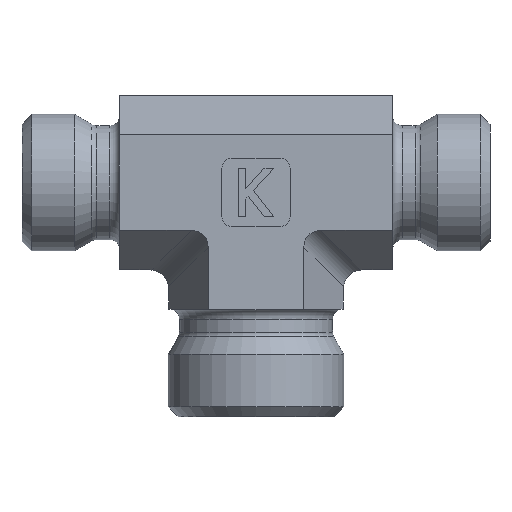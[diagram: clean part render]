
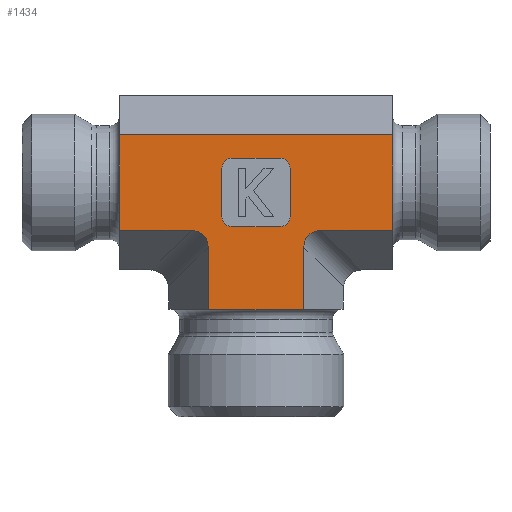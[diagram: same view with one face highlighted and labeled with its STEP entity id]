
A CAD part, left-side view. The second image highlights one B-rep face of the part: STEP entity #1434.
In plain terms, the highlighted planar face has unit normal (-1, 0, 0).
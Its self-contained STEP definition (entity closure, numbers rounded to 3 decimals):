
#500=CARTESIAN_POINT('',(-27.685,23.544,20.907));
#501=VERTEX_POINT('',#500);
#502=CARTESIAN_POINT('',(-27.685,23.544,11.093));
#503=VERTEX_POINT('',#502);
#504=CARTESIAN_POINT('',(-27.685,23.544,20.907));
#505=DIRECTION('',(0.0,0.0,-1.0));
#506=VECTOR('',#505,9.815);
#507=LINE('',#504,#506);
#508=EDGE_CURVE('',#501,#503,#507,.T.);
#729=CARTESIAN_POINT('',(-27.685,-4.456,20.907));
#730=VERTEX_POINT('',#729);
#731=CARTESIAN_POINT('',(-27.685,23.544,20.907));
#732=DIRECTION('',(0.0,-1.0,0.0));
#733=VECTOR('',#732,28.);
#734=LINE('',#731,#733);
#735=EDGE_CURVE('',#501,#730,#734,.T.);
#915=CARTESIAN_POINT('',(-27.685,7.08,3.));
#916=VERTEX_POINT('',#915);
#924=CARTESIAN_POINT('',(-27.685,12.008,3.));
#925=VERTEX_POINT('',#924);
#926=CARTESIAN_POINT('',(-27.685,12.008,3.));
#927=CARTESIAN_POINT('',(-27.685,11.775,3.));
#928=CARTESIAN_POINT('',(-27.685,11.496,2.992));
#929=CARTESIAN_POINT('',(-27.685,10.726,2.965));
#930=CARTESIAN_POINT('',(-27.685,10.082,2.937));
#931=CARTESIAN_POINT('',(-27.685,9.544,2.937));
#932=CARTESIAN_POINT('',(-27.685,9.006,2.937));
#933=CARTESIAN_POINT('',(-27.685,8.362,2.965));
#934=CARTESIAN_POINT('',(-27.685,7.592,2.992));
#935=CARTESIAN_POINT('',(-27.685,7.312,3.));
#936=CARTESIAN_POINT('',(-27.685,7.08,3.));
#937=B_SPLINE_CURVE_WITH_KNOTS('',3,(#926,#927,#928,#929,#930,#931,#932,#933,#934,#935,#936),.UNSPECIFIED.,.F.,.U.,(4,2,3,2,4),(-0.231,-0.161,0.0,0.161,0.231),.UNSPECIFIED.);
#938=EDGE_CURVE('',#925,#916,#937,.T.);
#1188=CARTESIAN_POINT('',(-27.685,14.451,3.));
#1189=VERTEX_POINT('',#1188);
#1196=CARTESIAN_POINT('',(-27.685,14.451,9.36));
#1197=VERTEX_POINT('',#1196);
#1198=CARTESIAN_POINT('',(-27.685,14.451,3.));
#1199=DIRECTION('',(0.0,0.0,1.0));
#1200=VECTOR('',#1199,6.36);
#1201=LINE('',#1198,#1200);
#1202=EDGE_CURVE('',#1189,#1197,#1201,.T.);
#1228=CARTESIAN_POINT('',(-27.685,14.451,3.));
#1229=DIRECTION('',(0.0,-1.0,0.0));
#1230=VECTOR('',#1229,2.443);
#1231=LINE('',#1228,#1230);
#1232=EDGE_CURVE('',#1189,#925,#1231,.T.);
#1275=CARTESIAN_POINT('',(-27.685,4.636,3.));
#1276=VERTEX_POINT('',#1275);
#1283=CARTESIAN_POINT('',(-27.685,7.08,3.));
#1284=DIRECTION('',(0.0,-1.0,0.0));
#1285=VECTOR('',#1284,2.443);
#1286=LINE('',#1283,#1285);
#1287=EDGE_CURVE('',#916,#1276,#1286,.T.);
#1305=CARTESIAN_POINT('',(-27.685,4.636,0.0));
#1306=DIRECTION('',(-1.0,0.0,0.0));
#1307=DIRECTION('',(0.0,0.0,1.0));
#1308=AXIS2_PLACEMENT_3D('',#1305,#1306,#1307);
#1309=PLANE('',#1308);
#1310=ORIENTED_EDGE('',*,*,#508,.T.);
#1311=CARTESIAN_POINT('',(-27.685,16.183,11.093));
#1312=VERTEX_POINT('',#1311);
#1313=CARTESIAN_POINT('',(-27.685,16.183,11.093));
#1314=DIRECTION('',(0.0,1.0,0.0));
#1315=VECTOR('',#1314,7.36);
#1316=LINE('',#1313,#1315);
#1317=EDGE_CURVE('',#1312,#503,#1316,.T.);
#1318=ORIENTED_EDGE('',*,*,#1317,.F.);
#1319=CARTESIAN_POINT('',(-27.685,16.761,8.783));
#1320=DIRECTION('',(-1.0,0.0,0.0));
#1321=DIRECTION('',(0.0,-0.707,0.707));
#1322=AXIS2_PLACEMENT_3D('',#1319,#1320,#1321);
#1323=ELLIPSE('',#1322,2.582,2.0);
#1324=EDGE_CURVE('',#1197,#1312,#1323,.T.);
#1325=ORIENTED_EDGE('',*,*,#1324,.F.);
#1326=ORIENTED_EDGE('',*,*,#1202,.F.);
#1327=ORIENTED_EDGE('',*,*,#1232,.T.);
#1328=ORIENTED_EDGE('',*,*,#938,.T.);
#1329=ORIENTED_EDGE('',*,*,#1287,.T.);
#1330=CARTESIAN_POINT('',(-27.685,4.636,9.36));
#1331=VERTEX_POINT('',#1330);
#1332=CARTESIAN_POINT('',(-27.685,4.636,3.));
#1333=DIRECTION('',(0.0,0.0,1.0));
#1334=VECTOR('',#1333,6.36);
#1335=LINE('',#1332,#1334);
#1336=EDGE_CURVE('',#1276,#1331,#1335,.T.);
#1337=ORIENTED_EDGE('',*,*,#1336,.T.);
#1338=CARTESIAN_POINT('',(-27.685,2.904,11.093));
#1339=VERTEX_POINT('',#1338);
#1340=CARTESIAN_POINT('',(-27.685,2.327,8.783));
#1341=DIRECTION('',(-1.0,0.0,0.0));
#1342=DIRECTION('',(0.0,0.707,0.707));
#1343=AXIS2_PLACEMENT_3D('',#1340,#1341,#1342);
#1344=ELLIPSE('',#1343,2.582,2.0);
#1345=EDGE_CURVE('',#1339,#1331,#1344,.T.);
#1346=ORIENTED_EDGE('',*,*,#1345,.F.);
#1347=CARTESIAN_POINT('',(-27.685,-4.456,11.093));
#1348=VERTEX_POINT('',#1347);
#1349=CARTESIAN_POINT('',(-27.685,2.904,11.093));
#1350=DIRECTION('',(0.0,-1.0,0.0));
#1351=VECTOR('',#1350,7.36);
#1352=LINE('',#1349,#1351);
#1353=EDGE_CURVE('',#1339,#1348,#1352,.T.);
#1354=ORIENTED_EDGE('',*,*,#1353,.T.);
#1355=CARTESIAN_POINT('',(-27.685,-4.456,11.093));
#1356=DIRECTION('',(0.0,0.0,1.0));
#1357=VECTOR('',#1356,9.815);
#1358=LINE('',#1355,#1357);
#1359=EDGE_CURVE('',#1348,#730,#1358,.T.);
#1360=ORIENTED_EDGE('',*,*,#1359,.T.);
#1361=ORIENTED_EDGE('',*,*,#735,.F.);
#1362=EDGE_LOOP('',(#1310,#1318,#1325,#1326,#1327,#1328,#1329,#1337,#1346,#1354,#1360,#1361));
#1363=FACE_OUTER_BOUND('',#1362,.T.);
#1364=CARTESIAN_POINT('',(-27.685,7.044,11.5));
#1365=VERTEX_POINT('',#1364);
#1366=CARTESIAN_POINT('',(-27.685,12.044,11.5));
#1367=VERTEX_POINT('',#1366);
#1368=CARTESIAN_POINT('',(-27.685,7.044,11.5));
#1369=DIRECTION('',(0.0,1.0,0.0));
#1370=VECTOR('',#1369,5.);
#1371=LINE('',#1368,#1370);
#1372=EDGE_CURVE('',#1365,#1367,#1371,.T.);
#1373=ORIENTED_EDGE('',*,*,#1372,.T.);
#1374=CARTESIAN_POINT('',(-27.685,13.044,12.5));
#1375=VERTEX_POINT('',#1374);
#1376=CARTESIAN_POINT('',(-27.685,12.044,12.5));
#1377=DIRECTION('',(-1.0,0.0,0.0));
#1378=DIRECTION('',(0.0,0.707,-0.707));
#1379=AXIS2_PLACEMENT_3D('',#1376,#1377,#1378);
#1380=CIRCLE('',#1379,1.0);
#1381=EDGE_CURVE('',#1375,#1367,#1380,.T.);
#1382=ORIENTED_EDGE('',*,*,#1381,.F.);
#1383=CARTESIAN_POINT('',(-27.685,13.044,17.5));
#1384=VERTEX_POINT('',#1383);
#1385=CARTESIAN_POINT('',(-27.685,13.044,12.5));
#1386=DIRECTION('',(0.0,0.0,1.0));
#1387=VECTOR('',#1386,5.);
#1388=LINE('',#1385,#1387);
#1389=EDGE_CURVE('',#1375,#1384,#1388,.T.);
#1390=ORIENTED_EDGE('',*,*,#1389,.T.);
#1391=CARTESIAN_POINT('',(-27.685,12.044,18.5));
#1392=VERTEX_POINT('',#1391);
#1393=CARTESIAN_POINT('',(-27.685,12.044,17.5));
#1394=DIRECTION('',(-1.0,0.0,0.0));
#1395=DIRECTION('',(0.0,0.707,0.707));
#1396=AXIS2_PLACEMENT_3D('',#1393,#1394,#1395);
#1397=CIRCLE('',#1396,1.0);
#1398=EDGE_CURVE('',#1392,#1384,#1397,.T.);
#1399=ORIENTED_EDGE('',*,*,#1398,.F.);
#1400=CARTESIAN_POINT('',(-27.685,7.044,18.5));
#1401=VERTEX_POINT('',#1400);
#1402=CARTESIAN_POINT('',(-27.685,12.044,18.5));
#1403=DIRECTION('',(0.0,-1.0,0.0));
#1404=VECTOR('',#1403,5.);
#1405=LINE('',#1402,#1404);
#1406=EDGE_CURVE('',#1392,#1401,#1405,.T.);
#1407=ORIENTED_EDGE('',*,*,#1406,.T.);
#1408=CARTESIAN_POINT('',(-27.685,6.044,17.5));
#1409=VERTEX_POINT('',#1408);
#1410=CARTESIAN_POINT('',(-27.685,7.044,17.5));
#1411=DIRECTION('',(-1.0,0.0,0.0));
#1412=DIRECTION('',(0.0,-0.707,0.707));
#1413=AXIS2_PLACEMENT_3D('',#1410,#1411,#1412);
#1414=CIRCLE('',#1413,1.0);
#1415=EDGE_CURVE('',#1409,#1401,#1414,.T.);
#1416=ORIENTED_EDGE('',*,*,#1415,.F.);
#1417=CARTESIAN_POINT('',(-27.685,6.044,12.5));
#1418=VERTEX_POINT('',#1417);
#1419=CARTESIAN_POINT('',(-27.685,6.044,17.5));
#1420=DIRECTION('',(0.0,0.0,-1.0));
#1421=VECTOR('',#1420,5.);
#1422=LINE('',#1419,#1421);
#1423=EDGE_CURVE('',#1409,#1418,#1422,.T.);
#1424=ORIENTED_EDGE('',*,*,#1423,.T.);
#1425=CARTESIAN_POINT('',(-27.685,7.044,12.5));
#1426=DIRECTION('',(-1.0,0.0,0.0));
#1427=DIRECTION('',(0.0,-0.707,-0.707));
#1428=AXIS2_PLACEMENT_3D('',#1425,#1426,#1427);
#1429=CIRCLE('',#1428,1.0);
#1430=EDGE_CURVE('',#1365,#1418,#1429,.T.);
#1431=ORIENTED_EDGE('',*,*,#1430,.F.);
#1432=EDGE_LOOP('',(#1373,#1382,#1390,#1399,#1407,#1416,#1424,#1431));
#1433=FACE_BOUND('',#1432,.T.);
#1434=ADVANCED_FACE('',(#1363,#1433),#1309,.T.);
